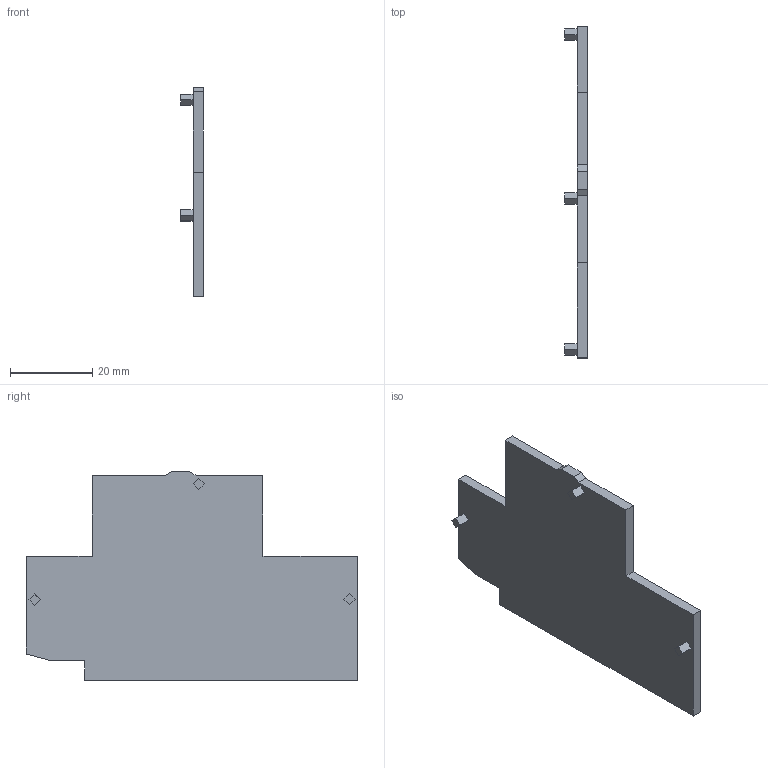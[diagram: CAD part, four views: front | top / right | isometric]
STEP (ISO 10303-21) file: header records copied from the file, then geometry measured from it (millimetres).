
FILE_DESCRIPTION(('CATIA V5 STEP Exchange','CAx-IF Rec.Pracs.--- Model Styling and Organization---1.4--- 2014-01-23'),'2;1');
FILE_NAME ('D1459127_0', '2020-01-10T10:10:18+00:00', ('none'), ('Weidmueller'), 'CATIA Version 5-6 Release 2016 SP3 HF44', 'CATIA V5 STEP AP214', 'none');
FILE_SCHEMA(('AUTOMOTIVE_DESIGN { 1 0 10303 214 1 1 1 1 }'));
Length unit declared in the file: millimetre
Products named in the file (1): 1919720000_PAP_PDK_2-5-4
Bounding box: 5.5 x 80.75 x 50.9 mm (x, y, z)
Volume: 8006.7 mm3; surface area: 7099.4 mm2
Topology: 1 solids, 1 shells, 32 faces, 93 edges, 66 vertices
Faces by surface type: plane 32
Entity records: 1055 total; most frequent: CARTESIAN_POINT 188, ORIENTED_EDGE 186, DIRECTION 149, EDGE_CURVE 93, VECTOR 91, LINE 91, VERTEX_POINT 66, EDGE_LOOP 35
